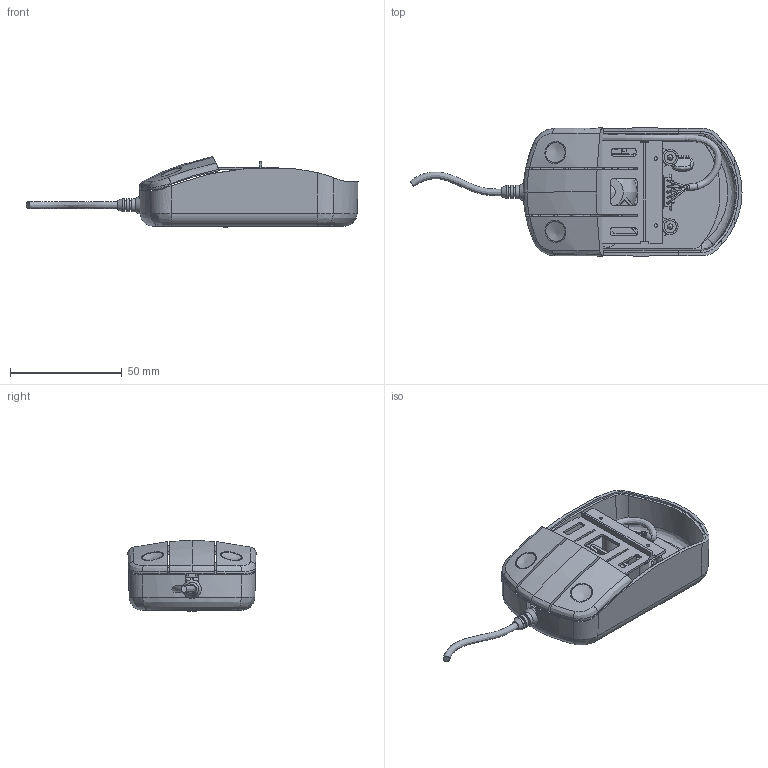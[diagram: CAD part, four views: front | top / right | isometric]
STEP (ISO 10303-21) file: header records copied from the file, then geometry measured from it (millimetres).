
FILE_DESCRIPTION((''),'2;1');
FILE_NAME( 'mouse_test_nt.stp', '2000-08-30T10:58:07',('User'),('SDRC'),'I-DEAS Master Series 8','UNIX', 'Yes');
FILE_SCHEMA(('CONFIG_CONTROL_DESIGN'));
Length unit declared in the file: millimetre
Assembly tree (16 placements, depth 0):
Bounding box: 148.79 x 57.39 x 31.84 mm (x, y, z)
Volume: 43072.7 mm3; surface area: 53038.7 mm2
Topology: 14 solids, 16 shells, 890 faces, 2316 edges, 1506 vertices
Faces by surface type: bspline 890
Entity records: 30886 total; most frequent: CARTESIAN_POINT 16528, ORIENTED_EDGE 4228, EDGE_CURVE 2112, VERTEX_POINT 1376, EDGE_LOOP 930, B_SPLINE_CURVE_WITH_KNOTS 812, FACE_OUTER_BOUND 807, ADVANCED_FACE 807
